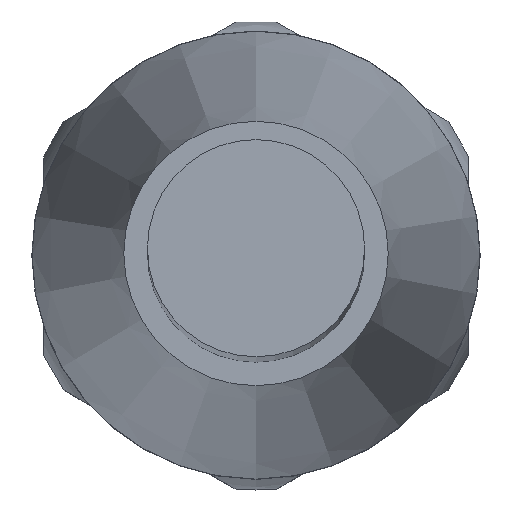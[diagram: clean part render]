
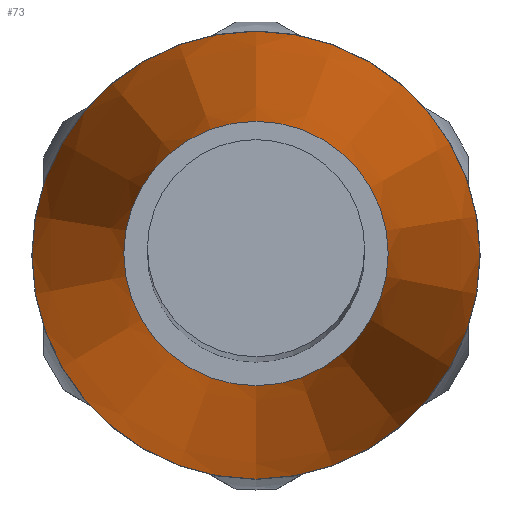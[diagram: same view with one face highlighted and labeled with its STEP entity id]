
A CAD part, top view. The second image highlights one B-rep face of the part: STEP entity #73.
In plain terms, the highlighted conical face has half-angle 5.506 degrees and reference radius 4.743 mm.
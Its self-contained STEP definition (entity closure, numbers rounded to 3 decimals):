
#52=CONICAL_SURFACE('',#418,4.743,5.506);
#73=ADVANCED_FACE('',(#125,#126),#52,.T.);
#125=FACE_BOUND('',#179,.T.);
#126=FACE_BOUND('',#180,.T.);
#179=EDGE_LOOP('',(#243));
#180=EDGE_LOOP('',(#244));
#243=ORIENTED_EDGE('',*,*,#335,.T.);
#244=ORIENTED_EDGE('',*,*,#337,.F.);
#303=VERTEX_POINT('',#596);
#305=VERTEX_POINT('',#601);
#335=EDGE_CURVE('',#303,#303,#367,.T.);
#337=EDGE_CURVE('',#305,#305,#369,.T.);
#367=CIRCLE('',#412,2.8);
#369=CIRCLE('',#415,4.743);
#412=AXIS2_PLACEMENT_3D('',#595,#478,#479);
#415=AXIS2_PLACEMENT_3D('',#600,#484,#485);
#418=AXIS2_PLACEMENT_3D('',#605,#490,#491);
#478=DIRECTION('',(0.,0.,-1.));
#479=DIRECTION('',(0.,-1.,0.));
#484=DIRECTION('',(0.,0.,-1.));
#485=DIRECTION('',(0.,-1.,0.));
#490=DIRECTION('',(0.,0.,-1.));
#491=DIRECTION('',(0.,1.,0.));
#595=CARTESIAN_POINT('',(50.,50.,10.));
#596=CARTESIAN_POINT('',(50.,47.2,10.));
#600=CARTESIAN_POINT('',(50.,50.,-10.156));
#601=CARTESIAN_POINT('',(50.,45.257,-10.156));
#605=CARTESIAN_POINT('',(50.,50.,-10.156));
